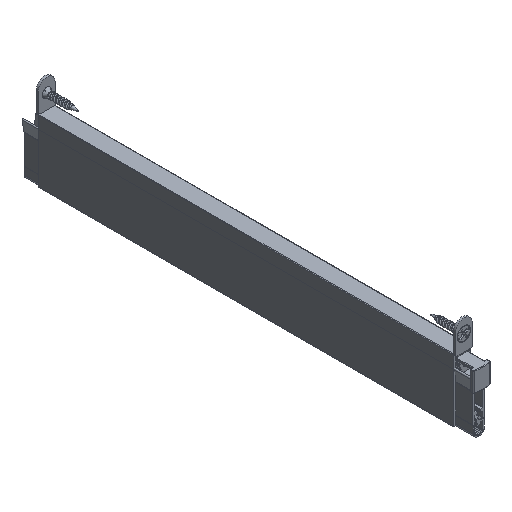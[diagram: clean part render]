
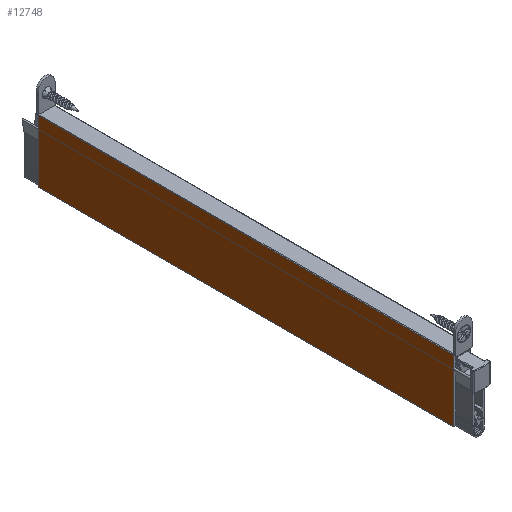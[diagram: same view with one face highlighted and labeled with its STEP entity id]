
A CAD part, isometric view. The second image highlights one B-rep face of the part: STEP entity #12748.
In plain terms, the highlighted planar face has unit normal (-1, 0, 0).
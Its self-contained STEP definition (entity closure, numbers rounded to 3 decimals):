
#1260=ORIENTED_EDGE('',*,*,#5174,.F.);
#1261=ORIENTED_EDGE('',*,*,#5175,.T.);
#1262=ORIENTED_EDGE('',*,*,#5176,.T.);
#1263=ORIENTED_EDGE('',*,*,#5177,.T.);
#5174=EDGE_CURVE('',#7131,#7132,#8406,.T.);
#5175=EDGE_CURVE('',#7131,#7133,#8407,.T.);
#5176=EDGE_CURVE('',#7133,#7134,#8408,.T.);
#5177=EDGE_CURVE('',#7134,#7132,#8409,.F.);
#7131=VERTEX_POINT('',#18389);
#7132=VERTEX_POINT('',#18390);
#7133=VERTEX_POINT('',#18392);
#7134=VERTEX_POINT('',#18394);
#8406=LINE('',#18388,#9540);
#8407=LINE('',#18391,#9541);
#8408=LINE('',#18393,#9542);
#8409=LINE('',#18395,#9543);
#9540=VECTOR('',#14960,1000.);
#9541=VECTOR('',#14961,1000.);
#9542=VECTOR('',#14962,1000.);
#9543=VECTOR('',#14963,1000.);
#10674=EDGE_LOOP('',(#1260,#1261,#1262,#1263));
#11502=FACE_BOUND('',#10674,.T.);
#12330=PLANE('',#13809);
#12748=ADVANCED_FACE('',(#11502),#12330,.F.);
#13809=AXIS2_PLACEMENT_3D('',#18387,#14958,#14959);
#14958=DIRECTION('',(1.,0.,0.));
#14959=DIRECTION('',(0.,0.,-1.));
#14960=DIRECTION('',(0.,0.,1.));
#14961=DIRECTION('',(0.,-1.,0.));
#14962=DIRECTION('',(0.,0.,1.));
#14963=DIRECTION('',(0.,-1.,0.));
#18387=CARTESIAN_POINT('',(-3.95,198.,-30.));
#18388=CARTESIAN_POINT('',(-3.95,198.,-30.));
#18389=CARTESIAN_POINT('',(-3.95,198.,-29.8));
#18390=CARTESIAN_POINT('',(-3.95,198.,-0.2));
#18391=CARTESIAN_POINT('',(-3.95,198.,-29.8));
#18392=CARTESIAN_POINT('',(-3.95,0.,-29.8));
#18393=CARTESIAN_POINT('',(-3.95,0.,-30.));
#18394=CARTESIAN_POINT('',(-3.95,0.,-0.2));
#18395=CARTESIAN_POINT('',(-3.95,198.,-0.2));
